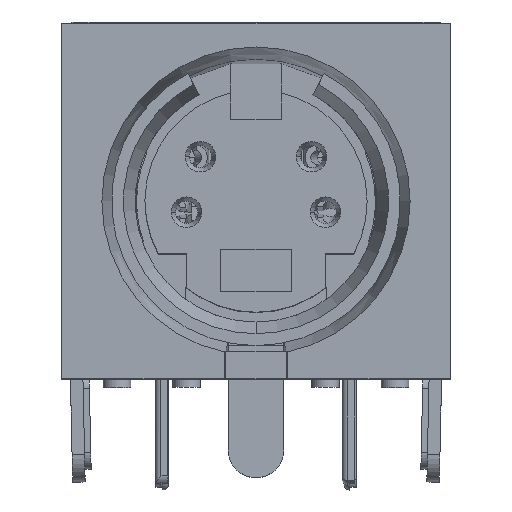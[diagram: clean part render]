
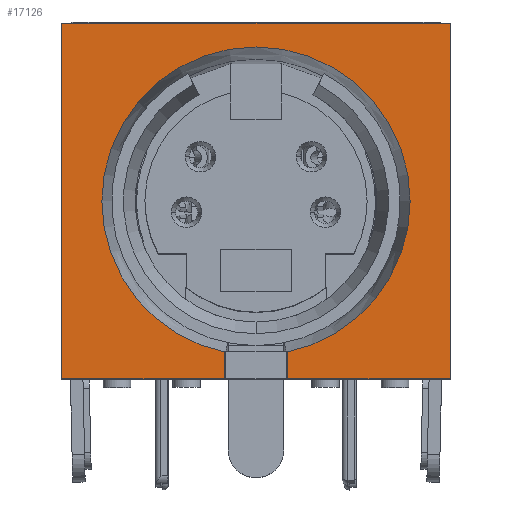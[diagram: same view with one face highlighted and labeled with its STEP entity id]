
A CAD part, top view. The second image highlights one B-rep face of the part: STEP entity #17126.
In plain terms, the highlighted planar face has unit normal (0, 0, 1).
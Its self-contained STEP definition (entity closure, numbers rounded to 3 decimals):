
#25 = EDGE_CURVE ( 'NONE', #6997, #10304, #5186, .T. ) ;
#69 = CARTESIAN_POINT ( 'NONE',  ( 0., 0., 1.85 ) ) ;
#204 = CARTESIAN_POINT ( 'NONE',  ( 7., 6.4, 1.85 ) ) ;
#380 = DIRECTION ( 'NONE',  ( 0., 0., 1. ) ) ;
#425 = CARTESIAN_POINT ( 'NONE',  ( -7., -6.4, 1.85 ) ) ;
#1039 = VERTEX_POINT ( 'NONE', #2640 ) ;
#1145 = VERTEX_POINT ( 'NONE', #24250 ) ;
#1492 = EDGE_LOOP ( 'NONE', ( #27343, #6270, #15108, #5947, #8062, #4911, #18602, #15429, #27019, #25067 ) ) ;
#1549 = AXIS2_PLACEMENT_3D ( 'NONE', #13939, #380, #16172 ) ;
#2118 = LINE ( 'NONE', #17193, #14183 ) ;
#2385 = VECTOR ( 'NONE', #16007, 1000. ) ;
#2403 = VERTEX_POINT ( 'NONE', #9090 ) ;
#2640 = CARTESIAN_POINT ( 'NONE',  ( -7., -6.4, 1.85 ) ) ;
#2927 = FACE_OUTER_BOUND ( 'NONE', #1492, .T. ) ;
#3412 = EDGE_CURVE ( 'NONE', #10304, #17011, #22822, .T. ) ;
#3462 = CIRCLE ( 'NONE', #1549, 5.55 ) ;
#3515 = AXIS2_PLACEMENT_3D ( 'NONE', #69, #4642, #20371 ) ;
#4386 = LINE ( 'NONE', #11228, #21604 ) ;
#4642 = DIRECTION ( 'NONE',  ( 0., 0., 1. ) ) ;
#4850 = AXIS2_PLACEMENT_3D ( 'NONE', #18649, #5175, #20873 ) ;
#4911 = ORIENTED_EDGE ( 'NONE', *, *, #18615, .F. ) ;
#5175 = DIRECTION ( 'NONE',  ( 0., 0., 1. ) ) ;
#5186 = CIRCLE ( 'NONE', #19986, 5.55 ) ;
#5222 = LINE ( 'NONE', #7019, #15766 ) ;
#5383 = EDGE_CURVE ( 'NONE', #17011, #11762, #5222, .T. ) ;
#5662 = CARTESIAN_POINT ( 'NONE',  ( 1.1, -4.672, 1.85 ) ) ;
#5947 = ORIENTED_EDGE ( 'NONE', *, *, #25, .F. ) ;
#6270 = ORIENTED_EDGE ( 'NONE', *, *, #5383, .F. ) ;
#6997 = VERTEX_POINT ( 'NONE', #23795 ) ;
#7019 = CARTESIAN_POINT ( 'NONE',  ( -1.1, -4.672, 1.85 ) ) ;
#7912 = DIRECTION ( 'NONE',  ( 0., 1., 0. ) ) ;
#8062 = ORIENTED_EDGE ( 'NONE', *, *, #13802, .F. ) ;
#8501 = EDGE_CURVE ( 'NONE', #1145, #2403, #19624, .T. ) ;
#9090 = CARTESIAN_POINT ( 'NONE',  ( -7., 6.4, 1.85 ) ) ;
#10304 = VERTEX_POINT ( 'NONE', #28570 ) ;
#10391 = DIRECTION ( 'NONE',  ( 1., 0., 0. ) ) ;
#11193 = DIRECTION ( 'NONE',  ( 1., 0., 0. ) ) ;
#11228 = CARTESIAN_POINT ( 'NONE',  ( -7., 6.4, 1.85 ) ) ;
#11289 = DIRECTION ( 'NONE',  ( 0., 0., 1. ) ) ;
#11389 = CARTESIAN_POINT ( 'NONE',  ( 0., 0., 1.85 ) ) ;
#11762 = VERTEX_POINT ( 'NONE', #21694 ) ;
#12000 = VERTEX_POINT ( 'NONE', #18095 ) ;
#13517 = DIRECTION ( 'NONE',  ( 0., -1., 0. ) ) ;
#13703 = VECTOR ( 'NONE', #27377, 1000. ) ;
#13802 = EDGE_CURVE ( 'NONE', #21776, #6997, #3462, .T. ) ;
#13939 = CARTESIAN_POINT ( 'NONE',  ( 0., 0., 1.85 ) ) ;
#14183 = VECTOR ( 'NONE', #10391, 1000. ) ;
#14889 = CARTESIAN_POINT ( 'NONE',  ( 1.1, -5.44, 1.85 ) ) ;
#15108 = ORIENTED_EDGE ( 'NONE', *, *, #3412, .F. ) ;
#15429 = ORIENTED_EDGE ( 'NONE', *, *, #28245, .T. ) ;
#15766 = VECTOR ( 'NONE', #25079, 1000. ) ;
#16007 = DIRECTION ( 'NONE',  ( 0., 1., 0. ) ) ;
#16172 = DIRECTION ( 'NONE',  ( 1., 0., 0. ) ) ;
#16563 = VERTEX_POINT ( 'NONE', #27356 ) ;
#16642 = LINE ( 'NONE', #5662, #27850 ) ;
#17011 = VERTEX_POINT ( 'NONE', #24369 ) ;
#17126 = ADVANCED_FACE ( 'NONE', ( #2927 ), #24767, .T. ) ;
#17193 = CARTESIAN_POINT ( 'NONE',  ( -7., -6.4, 1.85 ) ) ;
#18095 = CARTESIAN_POINT ( 'NONE',  ( 1.1, -6.4, 1.85 ) ) ;
#18602 = ORIENTED_EDGE ( 'NONE', *, *, #19823, .T. ) ;
#18615 = EDGE_CURVE ( 'NONE', #12000, #21776, #16642, .T. ) ;
#18649 = CARTESIAN_POINT ( 'NONE',  ( 0., 0., 1.85 ) ) ;
#19624 = LINE ( 'NONE', #25119, #13703 ) ;
#19823 = EDGE_CURVE ( 'NONE', #12000, #16563, #25809, .T. ) ;
#19856 = VECTOR ( 'NONE', #22936, 1000. ) ;
#19986 = AXIS2_PLACEMENT_3D ( 'NONE', #11389, #11289, #11193 ) ;
#20371 = DIRECTION ( 'NONE',  ( 1., 0., 0. ) ) ;
#20740 = EDGE_CURVE ( 'NONE', #2403, #1039, #4386, .T. ) ;
#20873 = DIRECTION ( 'NONE',  ( 1., 0., 0. ) ) ;
#21604 = VECTOR ( 'NONE', #13517, 1000. ) ;
#21694 = CARTESIAN_POINT ( 'NONE',  ( -1.1, -6.4, 1.85 ) ) ;
#21776 = VERTEX_POINT ( 'NONE', #14889 ) ;
#22775 = EDGE_CURVE ( 'NONE', #1039, #11762, #2118, .T. ) ;
#22822 = CIRCLE ( 'NONE', #4850, 5.55 ) ;
#22936 = DIRECTION ( 'NONE',  ( 1., 0., 0. ) ) ;
#23795 = CARTESIAN_POINT ( 'NONE',  ( 5.55, 0., 1.85 ) ) ;
#24250 = CARTESIAN_POINT ( 'NONE',  ( 7., 6.4, 1.85 ) ) ;
#24369 = CARTESIAN_POINT ( 'NONE',  ( -1.1, -5.44, 1.85 ) ) ;
#24767 = PLANE ( 'NONE',  #3515 ) ;
#25067 = ORIENTED_EDGE ( 'NONE', *, *, #20740, .T. ) ;
#25079 = DIRECTION ( 'NONE',  ( 0., -1., 0. ) ) ;
#25119 = CARTESIAN_POINT ( 'NONE',  ( -7., 6.4, 1.85 ) ) ;
#25809 = LINE ( 'NONE', #425, #19856 ) ;
#26291 = LINE ( 'NONE', #204, #2385 ) ;
#27019 = ORIENTED_EDGE ( 'NONE', *, *, #8501, .T. ) ;
#27343 = ORIENTED_EDGE ( 'NONE', *, *, #22775, .T. ) ;
#27356 = CARTESIAN_POINT ( 'NONE',  ( 7., -6.4, 1.85 ) ) ;
#27377 = DIRECTION ( 'NONE',  ( -1., 0., 0. ) ) ;
#27850 = VECTOR ( 'NONE', #7912, 1000. ) ;
#28245 = EDGE_CURVE ( 'NONE', #16563, #1145, #26291, .T. ) ;
#28570 = CARTESIAN_POINT ( 'NONE',  ( -5.55, 0., 1.85 ) ) ;
